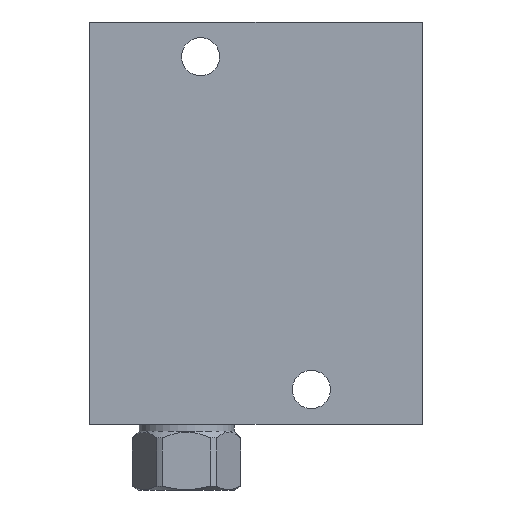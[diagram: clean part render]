
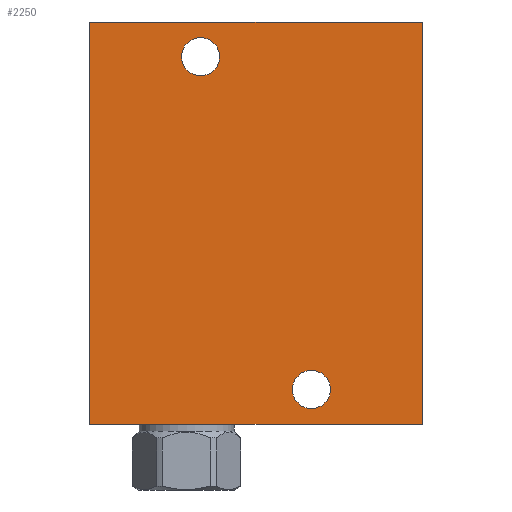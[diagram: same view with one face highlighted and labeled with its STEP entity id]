
A CAD part, front view. The second image highlights one B-rep face of the part: STEP entity #2250.
In plain terms, the highlighted planar face has unit normal (0, -1, 0).
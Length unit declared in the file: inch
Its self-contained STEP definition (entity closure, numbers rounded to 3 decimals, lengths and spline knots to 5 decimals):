
#5=DIRECTION('',(1.,0.,0.));
#6=VECTOR('',#5,3.);
#7=CARTESIAN_POINT('',(0.,-1.25,0.));
#8=LINE('',#7,#6);
#75=DIRECTION('',(0.,0.,1.));
#76=VECTOR('',#75,3.625);
#77=CARTESIAN_POINT('',(3.,-1.25,0.));
#78=LINE('',#77,#76);
#99=DIRECTION('',(0.,0.,1.));
#100=VECTOR('',#99,3.625);
#101=CARTESIAN_POINT('',(0.,-1.25,0.));
#102=LINE('',#101,#100);
#103=CARTESIAN_POINT('',(1.,-1.25,3.312));
#104=DIRECTION('',(0.,-1.,0.));
#105=DIRECTION('',(-1.,0.,0.));
#106=AXIS2_PLACEMENT_3D('',#103,#104,#105);
#108=CARTESIAN_POINT('',(1.,-1.25,3.312));
#109=DIRECTION('',(0.,-1.,0.));
#110=DIRECTION('',(1.,0.,0.));
#111=AXIS2_PLACEMENT_3D('',#108,#109,#110);
#113=CARTESIAN_POINT('',(2.,-1.25,0.312));
#114=DIRECTION('',(0.,-1.,0.));
#115=DIRECTION('',(-1.,0.,0.));
#116=AXIS2_PLACEMENT_3D('',#113,#114,#115);
#118=CARTESIAN_POINT('',(2.,-1.25,0.312));
#119=DIRECTION('',(0.,-1.,0.));
#120=DIRECTION('',(1.,0.,0.));
#121=AXIS2_PLACEMENT_3D('',#118,#119,#120);
#135=DIRECTION('',(1.,0.,0.));
#136=VECTOR('',#135,3.);
#137=CARTESIAN_POINT('',(0.,-1.25,3.625));
#138=LINE('',#137,#136);
#1856=CARTESIAN_POINT('',(0.,-1.25,0.));
#1858=VERTEX_POINT('',#1856);
#1859=CARTESIAN_POINT('',(3.,-1.25,0.));
#1860=VERTEX_POINT('',#1859);
#1864=CARTESIAN_POINT('',(0.,-1.25,3.625));
#1866=VERTEX_POINT('',#1864);
#1867=CARTESIAN_POINT('',(3.,-1.25,3.625));
#1868=VERTEX_POINT('',#1867);
#2021=CARTESIAN_POINT('',(0.828,-1.25,3.312));
#2022=CARTESIAN_POINT('',(1.172,-1.25,3.312));
#2023=VERTEX_POINT('',#2021);
#2024=VERTEX_POINT('',#2022);
#2029=CARTESIAN_POINT('',(1.828,-1.25,0.312));
#2030=CARTESIAN_POINT('',(2.172,-1.25,0.312));
#2031=VERTEX_POINT('',#2029);
#2032=VERTEX_POINT('',#2030);
#2226=CARTESIAN_POINT('',(0.,-1.25,0.));
#2227=DIRECTION('',(0.,-1.,0.));
#2228=DIRECTION('',(1.,0.,0.));
#2229=AXIS2_PLACEMENT_3D('',#2226,#2227,#2228);
#2230=PLANE('',#2229);
#2231=ORIENTED_EDGE('',*,*,#2132,.F.);
#2232=ORIENTED_EDGE('',*,*,#2157,.T.);
#2234=ORIENTED_EDGE('',*,*,#2233,.T.);
#2235=ORIENTED_EDGE('',*,*,#2206,.F.);
#2236=EDGE_LOOP('',(#2231,#2232,#2234,#2235));
#2237=FACE_OUTER_BOUND('',#2236,.F.);
#2239=ORIENTED_EDGE('',*,*,#2238,.T.);
#2241=ORIENTED_EDGE('',*,*,#2240,.T.);
#2242=EDGE_LOOP('',(#2239,#2241));
#2243=FACE_BOUND('',#2242,.F.);
#2245=ORIENTED_EDGE('',*,*,#2244,.T.);
#2247=ORIENTED_EDGE('',*,*,#2246,.T.);
#2248=EDGE_LOOP('',(#2245,#2247));
#2249=FACE_BOUND('',#2248,.F.);
#2250=ADVANCED_FACE('',(#2237,#2243,#2249),#2230,.T.);
#107=CIRCLE('',#106,0.172);
#112=CIRCLE('',#111,0.172);
#117=CIRCLE('',#116,0.172);
#122=CIRCLE('',#121,0.172);
#2132=EDGE_CURVE('',#1858,#1860,#8,.T.);
#2157=EDGE_CURVE('',#1858,#1866,#102,.T.);
#2206=EDGE_CURVE('',#1860,#1868,#78,.T.);
#2233=EDGE_CURVE('',#1866,#1868,#138,.T.);
#2238=EDGE_CURVE('',#2023,#2024,#107,.T.);
#2240=EDGE_CURVE('',#2024,#2023,#112,.T.);
#2244=EDGE_CURVE('',#2031,#2032,#117,.T.);
#2246=EDGE_CURVE('',#2032,#2031,#122,.T.);
